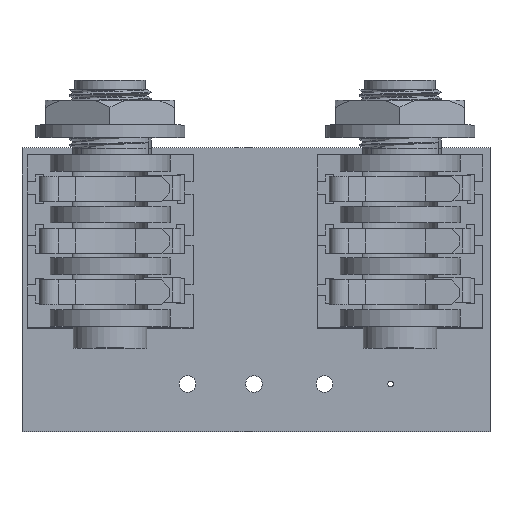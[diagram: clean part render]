
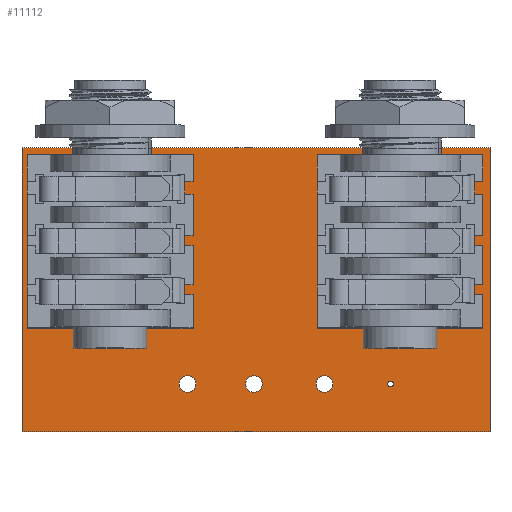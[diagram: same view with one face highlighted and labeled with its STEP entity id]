
A CAD part, top view. The second image highlights one B-rep face of the part: STEP entity #11112.
In plain terms, the highlighted planar face has unit normal (0, 0, 1).
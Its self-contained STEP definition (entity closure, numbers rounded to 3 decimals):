
#10824 = VERTEX_POINT('',#10825);
#10825 = CARTESIAN_POINT('',(126.45,-138.1,1.51));
#10831 = EDGE_CURVE('',#10824,#10832,#10834,.T.);
#10832 = VERTEX_POINT('',#10833);
#10833 = CARTESIAN_POINT('',(69.95,-138.1,1.51));
#10834 = LINE('',#10835,#10836);
#10835 = CARTESIAN_POINT('',(126.45,-138.1,1.51));
#10836 = VECTOR('',#10837,1.);
#10837 = DIRECTION('',(-1.,0.,0.));
#10864 = VERTEX_POINT('',#10865);
#10865 = CARTESIAN_POINT('',(126.45,-103.85,1.51));
#10871 = EDGE_CURVE('',#10864,#10824,#10872,.T.);
#10872 = LINE('',#10873,#10874);
#10873 = CARTESIAN_POINT('',(126.45,-103.85,1.51));
#10874 = VECTOR('',#10875,1.);
#10875 = DIRECTION('',(0.,-1.,0.));
#10893 = EDGE_CURVE('',#10832,#10894,#10896,.T.);
#10894 = VERTEX_POINT('',#10895);
#10895 = CARTESIAN_POINT('',(69.95,-103.85,1.51));
#10896 = LINE('',#10897,#10898);
#10897 = CARTESIAN_POINT('',(69.95,-138.1,1.51));
#10898 = VECTOR('',#10899,1.);
#10899 = DIRECTION('',(0.,1.,0.));
#11112 = ADVANCED_FACE('',(#11113,#11124,#11135,#11146,#11157,#11168,
    #11179,#11190,#11201,#11212,#11223,#11234,#11245,#11256,#11267,
    #11278,#11289),#11300,.T.);
#11113 = FACE_BOUND('',#11114,.T.);
#11114 = EDGE_LOOP('',(#11115,#11116,#11117,#11123));
#11115 = ORIENTED_EDGE('',*,*,#10831,.F.);
#11116 = ORIENTED_EDGE('',*,*,#10871,.F.);
#11117 = ORIENTED_EDGE('',*,*,#11118,.F.);
#11118 = EDGE_CURVE('',#10894,#10864,#11119,.T.);
#11119 = LINE('',#11120,#11121);
#11120 = CARTESIAN_POINT('',(69.95,-103.85,1.51));
#11121 = VECTOR('',#11122,1.);
#11122 = DIRECTION('',(1.,0.,0.));
#11123 = ORIENTED_EDGE('',*,*,#10893,.F.);
#11124 = FACE_BOUND('',#11125,.T.);
#11125 = EDGE_LOOP('',(#11126));
#11126 = ORIENTED_EDGE('',*,*,#11127,.T.);
#11127 = EDGE_CURVE('',#11128,#11128,#11130,.T.);
#11128 = VERTEX_POINT('',#11129);
#11129 = CARTESIAN_POINT('',(89.95,-133.35,1.51));
#11130 = CIRCLE('',#11131,1.);
#11131 = AXIS2_PLACEMENT_3D('',#11132,#11133,#11134);
#11132 = CARTESIAN_POINT('',(89.95,-132.35,1.51));
#11133 = DIRECTION('',(-0.,0.,-1.));
#11134 = DIRECTION('',(-0.,-1.,0.));
#11135 = FACE_BOUND('',#11136,.T.);
#11136 = EDGE_LOOP('',(#11137));
#11137 = ORIENTED_EDGE('',*,*,#11138,.T.);
#11138 = EDGE_CURVE('',#11139,#11139,#11141,.T.);
#11139 = VERTEX_POINT('',#11140);
#11140 = CARTESIAN_POINT('',(97.95,-133.35,1.51));
#11141 = CIRCLE('',#11142,1.);
#11142 = AXIS2_PLACEMENT_3D('',#11143,#11144,#11145);
#11143 = CARTESIAN_POINT('',(97.95,-132.35,1.51));
#11144 = DIRECTION('',(-0.,0.,-1.));
#11145 = DIRECTION('',(-0.,-1.,0.));
#11146 = FACE_BOUND('',#11147,.T.);
#11147 = EDGE_LOOP('',(#11148));
#11148 = ORIENTED_EDGE('',*,*,#11149,.T.);
#11149 = EDGE_CURVE('',#11150,#11150,#11152,.T.);
#11150 = VERTEX_POINT('',#11151);
#11151 = CARTESIAN_POINT('',(72.6,-122.15,1.51));
#11152 = CIRCLE('',#11153,0.75);
#11153 = AXIS2_PLACEMENT_3D('',#11154,#11155,#11156);
#11154 = CARTESIAN_POINT('',(72.6,-121.4,1.51));
#11155 = DIRECTION('',(-0.,0.,-1.));
#11156 = DIRECTION('',(-0.,-1.,0.));
#11157 = FACE_BOUND('',#11158,.T.);
#11158 = EDGE_LOOP('',(#11159));
#11159 = ORIENTED_EDGE('',*,*,#11160,.T.);
#11160 = EDGE_CURVE('',#11161,#11161,#11163,.T.);
#11161 = VERTEX_POINT('',#11162);
#11162 = CARTESIAN_POINT('',(88.8,-122.15,1.51));
#11163 = CIRCLE('',#11164,0.75);
#11164 = AXIS2_PLACEMENT_3D('',#11165,#11166,#11167);
#11165 = CARTESIAN_POINT('',(88.8,-121.4,1.51));
#11166 = DIRECTION('',(-0.,0.,-1.));
#11167 = DIRECTION('',(-0.,-1.,0.));
#11168 = FACE_BOUND('',#11169,.T.);
#11169 = EDGE_LOOP('',(#11170));
#11170 = ORIENTED_EDGE('',*,*,#11171,.T.);
#11171 = EDGE_CURVE('',#11172,#11172,#11174,.T.);
#11172 = VERTEX_POINT('',#11173);
#11173 = CARTESIAN_POINT('',(106.45,-133.35,1.51));
#11174 = CIRCLE('',#11175,1.);
#11175 = AXIS2_PLACEMENT_3D('',#11176,#11177,#11178);
#11176 = CARTESIAN_POINT('',(106.45,-132.35,1.51));
#11177 = DIRECTION('',(-0.,0.,-1.));
#11178 = DIRECTION('',(-0.,-1.,0.));
#11179 = FACE_BOUND('',#11180,.T.);
#11180 = EDGE_LOOP('',(#11181));
#11181 = ORIENTED_EDGE('',*,*,#11182,.T.);
#11182 = EDGE_CURVE('',#11183,#11183,#11185,.T.);
#11183 = VERTEX_POINT('',#11184);
#11184 = CARTESIAN_POINT('',(114.45,-132.7,1.51));
#11185 = CIRCLE('',#11186,0.35);
#11186 = AXIS2_PLACEMENT_3D('',#11187,#11188,#11189);
#11187 = CARTESIAN_POINT('',(114.45,-132.35,1.51));
#11188 = DIRECTION('',(-0.,0.,-1.));
#11189 = DIRECTION('',(0.,-1.,-0.));
#11190 = FACE_BOUND('',#11191,.T.);
#11191 = EDGE_LOOP('',(#11192));
#11192 = ORIENTED_EDGE('',*,*,#11193,.T.);
#11193 = EDGE_CURVE('',#11194,#11194,#11196,.T.);
#11194 = VERTEX_POINT('',#11195);
#11195 = CARTESIAN_POINT('',(107.6,-122.15,1.51));
#11196 = CIRCLE('',#11197,0.75);
#11197 = AXIS2_PLACEMENT_3D('',#11198,#11199,#11200);
#11198 = CARTESIAN_POINT('',(107.6,-121.4,1.51));
#11199 = DIRECTION('',(-0.,0.,-1.));
#11200 = DIRECTION('',(-0.,-1.,0.));
#11201 = FACE_BOUND('',#11202,.T.);
#11202 = EDGE_LOOP('',(#11203));
#11203 = ORIENTED_EDGE('',*,*,#11204,.T.);
#11204 = EDGE_CURVE('',#11205,#11205,#11207,.T.);
#11205 = VERTEX_POINT('',#11206);
#11206 = CARTESIAN_POINT('',(123.8,-122.15,1.51));
#11207 = CIRCLE('',#11208,0.75);
#11208 = AXIS2_PLACEMENT_3D('',#11209,#11210,#11211);
#11209 = CARTESIAN_POINT('',(123.8,-121.4,1.51));
#11210 = DIRECTION('',(-0.,0.,-1.));
#11211 = DIRECTION('',(-0.,-1.,0.));
#11212 = FACE_BOUND('',#11213,.T.);
#11213 = EDGE_LOOP('',(#11214));
#11214 = ORIENTED_EDGE('',*,*,#11215,.T.);
#11215 = EDGE_CURVE('',#11216,#11216,#11218,.T.);
#11216 = VERTEX_POINT('',#11217);
#11217 = CARTESIAN_POINT('',(72.6,-115.85,1.51));
#11218 = CIRCLE('',#11219,0.75);
#11219 = AXIS2_PLACEMENT_3D('',#11220,#11221,#11222);
#11220 = CARTESIAN_POINT('',(72.6,-115.1,1.51));
#11221 = DIRECTION('',(-0.,0.,-1.));
#11222 = DIRECTION('',(-0.,-1.,0.));
#11223 = FACE_BOUND('',#11224,.T.);
#11224 = EDGE_LOOP('',(#11225));
#11225 = ORIENTED_EDGE('',*,*,#11226,.T.);
#11226 = EDGE_CURVE('',#11227,#11227,#11229,.T.);
#11227 = VERTEX_POINT('',#11228);
#11228 = CARTESIAN_POINT('',(88.8,-115.85,1.51));
#11229 = CIRCLE('',#11230,0.75);
#11230 = AXIS2_PLACEMENT_3D('',#11231,#11232,#11233);
#11231 = CARTESIAN_POINT('',(88.8,-115.1,1.51));
#11232 = DIRECTION('',(-0.,0.,-1.));
#11233 = DIRECTION('',(-0.,-1.,0.));
#11234 = FACE_BOUND('',#11235,.T.);
#11235 = EDGE_LOOP('',(#11236));
#11236 = ORIENTED_EDGE('',*,*,#11237,.T.);
#11237 = EDGE_CURVE('',#11238,#11238,#11240,.T.);
#11238 = VERTEX_POINT('',#11239);
#11239 = CARTESIAN_POINT('',(72.6,-109.55,1.51));
#11240 = CIRCLE('',#11241,0.75);
#11241 = AXIS2_PLACEMENT_3D('',#11242,#11243,#11244);
#11242 = CARTESIAN_POINT('',(72.6,-108.8,1.51));
#11243 = DIRECTION('',(-0.,0.,-1.));
#11244 = DIRECTION('',(-0.,-1.,0.));
#11245 = FACE_BOUND('',#11246,.T.);
#11246 = EDGE_LOOP('',(#11247));
#11247 = ORIENTED_EDGE('',*,*,#11248,.T.);
#11248 = EDGE_CURVE('',#11249,#11249,#11251,.T.);
#11249 = VERTEX_POINT('',#11250);
#11250 = CARTESIAN_POINT('',(88.8,-109.55,1.51));
#11251 = CIRCLE('',#11252,0.75);
#11252 = AXIS2_PLACEMENT_3D('',#11253,#11254,#11255);
#11253 = CARTESIAN_POINT('',(88.8,-108.8,1.51));
#11254 = DIRECTION('',(-0.,0.,-1.));
#11255 = DIRECTION('',(-0.,-1.,0.));
#11256 = FACE_BOUND('',#11257,.T.);
#11257 = EDGE_LOOP('',(#11258));
#11258 = ORIENTED_EDGE('',*,*,#11259,.T.);
#11259 = EDGE_CURVE('',#11260,#11260,#11262,.T.);
#11260 = VERTEX_POINT('',#11261);
#11261 = CARTESIAN_POINT('',(107.6,-115.85,1.51));
#11262 = CIRCLE('',#11263,0.75);
#11263 = AXIS2_PLACEMENT_3D('',#11264,#11265,#11266);
#11264 = CARTESIAN_POINT('',(107.6,-115.1,1.51));
#11265 = DIRECTION('',(-0.,0.,-1.));
#11266 = DIRECTION('',(-0.,-1.,0.));
#11267 = FACE_BOUND('',#11268,.T.);
#11268 = EDGE_LOOP('',(#11269));
#11269 = ORIENTED_EDGE('',*,*,#11270,.T.);
#11270 = EDGE_CURVE('',#11271,#11271,#11273,.T.);
#11271 = VERTEX_POINT('',#11272);
#11272 = CARTESIAN_POINT('',(123.8,-115.85,1.51));
#11273 = CIRCLE('',#11274,0.75);
#11274 = AXIS2_PLACEMENT_3D('',#11275,#11276,#11277);
#11275 = CARTESIAN_POINT('',(123.8,-115.1,1.51));
#11276 = DIRECTION('',(-0.,0.,-1.));
#11277 = DIRECTION('',(-0.,-1.,0.));
#11278 = FACE_BOUND('',#11279,.T.);
#11279 = EDGE_LOOP('',(#11280));
#11280 = ORIENTED_EDGE('',*,*,#11281,.T.);
#11281 = EDGE_CURVE('',#11282,#11282,#11284,.T.);
#11282 = VERTEX_POINT('',#11283);
#11283 = CARTESIAN_POINT('',(107.6,-109.55,1.51));
#11284 = CIRCLE('',#11285,0.75);
#11285 = AXIS2_PLACEMENT_3D('',#11286,#11287,#11288);
#11286 = CARTESIAN_POINT('',(107.6,-108.8,1.51));
#11287 = DIRECTION('',(-0.,0.,-1.));
#11288 = DIRECTION('',(-0.,-1.,0.));
#11289 = FACE_BOUND('',#11290,.T.);
#11290 = EDGE_LOOP('',(#11291));
#11291 = ORIENTED_EDGE('',*,*,#11292,.T.);
#11292 = EDGE_CURVE('',#11293,#11293,#11295,.T.);
#11293 = VERTEX_POINT('',#11294);
#11294 = CARTESIAN_POINT('',(123.8,-109.55,1.51));
#11295 = CIRCLE('',#11296,0.75);
#11296 = AXIS2_PLACEMENT_3D('',#11297,#11298,#11299);
#11297 = CARTESIAN_POINT('',(123.8,-108.8,1.51));
#11298 = DIRECTION('',(-0.,0.,-1.));
#11299 = DIRECTION('',(-0.,-1.,0.));
#11300 = PLANE('',#11301);
#11301 = AXIS2_PLACEMENT_3D('',#11302,#11303,#11304);
#11302 = CARTESIAN_POINT('',(0.,0.,1.51));
#11303 = DIRECTION('',(0.,0.,1.));
#11304 = DIRECTION('',(1.,0.,-0.));
